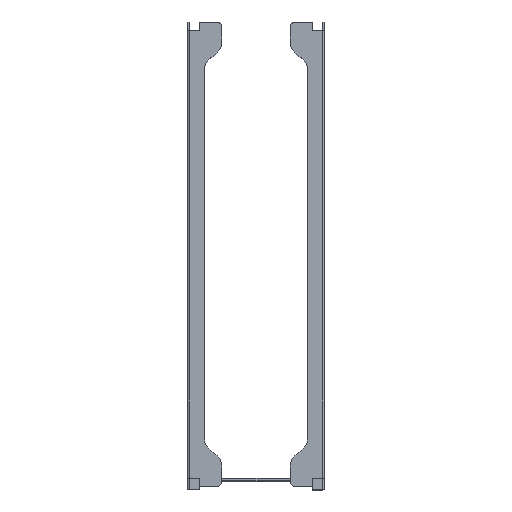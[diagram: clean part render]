
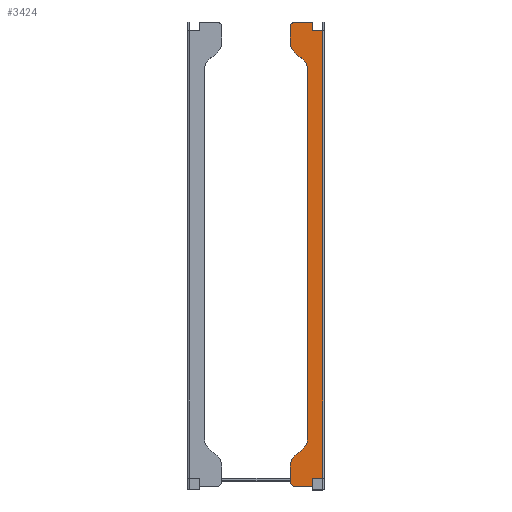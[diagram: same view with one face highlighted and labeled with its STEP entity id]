
A CAD part, top view. The second image highlights one B-rep face of the part: STEP entity #3424.
In plain terms, the highlighted planar face has unit normal (0, 0, 1).
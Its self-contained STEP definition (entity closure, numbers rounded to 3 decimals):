
#122=FACE_OUTER_BOUND('',#310,.T.);
#310=EDGE_LOOP('',(#2307,#2308,#2309,#2310,#2311,#2312,#2313,#2314,#2315,
#2316,#2317,#2318,#2319,#2320,#2321,#2322,#2323,#2324));
#523=CIRCLE('',#3688,4.);
#524=CIRCLE('',#3689,12.);
#525=CIRCLE('',#3690,12.);
#526=CIRCLE('',#3691,12.);
#527=CIRCLE('',#3692,12.);
#528=CIRCLE('',#3693,4.);
#677=LINE('',#5132,#1057);
#678=LINE('',#5134,#1058);
#679=LINE('',#5136,#1059);
#680=LINE('',#5138,#1060);
#681=LINE('',#5140,#1061);
#682=LINE('',#5144,#1062);
#683=LINE('',#5148,#1063);
#684=LINE('',#5152,#1064);
#685=LINE('',#5156,#1065);
#686=LINE('',#5160,#1066);
#687=LINE('',#5164,#1067);
#688=LINE('',#5165,#1068);
#1057=VECTOR('',#4070,1000.);
#1058=VECTOR('',#4071,1000.);
#1059=VECTOR('',#4072,1000.);
#1060=VECTOR('',#4073,1000.);
#1061=VECTOR('',#4074,1000.);
#1062=VECTOR('',#4077,1000.);
#1063=VECTOR('',#4080,1000.);
#1064=VECTOR('',#4083,1000.);
#1065=VECTOR('',#4086,1000.);
#1066=VECTOR('',#4089,1000.);
#1067=VECTOR('',#4092,1000.);
#1068=VECTOR('',#4093,1000.);
#1443=VERTEX_POINT('',#5130);
#1444=VERTEX_POINT('',#5131);
#1445=VERTEX_POINT('',#5133);
#1446=VERTEX_POINT('',#5135);
#1447=VERTEX_POINT('',#5137);
#1448=VERTEX_POINT('',#5139);
#1449=VERTEX_POINT('',#5141);
#1450=VERTEX_POINT('',#5143);
#1451=VERTEX_POINT('',#5145);
#1452=VERTEX_POINT('',#5147);
#1453=VERTEX_POINT('',#5149);
#1454=VERTEX_POINT('',#5151);
#1455=VERTEX_POINT('',#5153);
#1456=VERTEX_POINT('',#5155);
#1457=VERTEX_POINT('',#5157);
#1458=VERTEX_POINT('',#5159);
#1459=VERTEX_POINT('',#5161);
#1460=VERTEX_POINT('',#5163);
#1785=EDGE_CURVE('',#1443,#1444,#677,.T.);
#1786=EDGE_CURVE('',#1443,#1445,#678,.T.);
#1787=EDGE_CURVE('',#1445,#1446,#679,.T.);
#1788=EDGE_CURVE('',#1447,#1446,#680,.T.);
#1789=EDGE_CURVE('',#1447,#1448,#681,.T.);
#1790=EDGE_CURVE('',#1448,#1449,#523,.T.);
#1791=EDGE_CURVE('',#1450,#1449,#682,.T.);
#1792=EDGE_CURVE('',#1451,#1450,#524,.T.);
#1793=EDGE_CURVE('',#1451,#1452,#683,.T.);
#1794=EDGE_CURVE('',#1452,#1453,#525,.T.);
#1795=EDGE_CURVE('',#1454,#1453,#684,.T.);
#1796=EDGE_CURVE('',#1454,#1455,#526,.T.);
#1797=EDGE_CURVE('',#1456,#1455,#685,.T.);
#1798=EDGE_CURVE('',#1457,#1456,#527,.T.);
#1799=EDGE_CURVE('',#1458,#1457,#686,.T.);
#1800=EDGE_CURVE('',#1458,#1459,#528,.T.);
#1801=EDGE_CURVE('',#1460,#1459,#687,.T.);
#1802=EDGE_CURVE('',#1460,#1444,#688,.T.);
#2307=ORIENTED_EDGE('',*,*,#1785,.F.);
#2308=ORIENTED_EDGE('',*,*,#1786,.T.);
#2309=ORIENTED_EDGE('',*,*,#1787,.T.);
#2310=ORIENTED_EDGE('',*,*,#1788,.F.);
#2311=ORIENTED_EDGE('',*,*,#1789,.T.);
#2312=ORIENTED_EDGE('',*,*,#1790,.T.);
#2313=ORIENTED_EDGE('',*,*,#1791,.F.);
#2314=ORIENTED_EDGE('',*,*,#1792,.F.);
#2315=ORIENTED_EDGE('',*,*,#1793,.T.);
#2316=ORIENTED_EDGE('',*,*,#1794,.T.);
#2317=ORIENTED_EDGE('',*,*,#1795,.F.);
#2318=ORIENTED_EDGE('',*,*,#1796,.T.);
#2319=ORIENTED_EDGE('',*,*,#1797,.F.);
#2320=ORIENTED_EDGE('',*,*,#1798,.F.);
#2321=ORIENTED_EDGE('',*,*,#1799,.F.);
#2322=ORIENTED_EDGE('',*,*,#1800,.T.);
#2323=ORIENTED_EDGE('',*,*,#1801,.F.);
#2324=ORIENTED_EDGE('',*,*,#1802,.T.);
#3296=PLANE('',#3687);
#3424=ADVANCED_FACE('',(#122),#3296,.F.);
#3687=AXIS2_PLACEMENT_3D('',#5129,#4068,#4069);
#3688=AXIS2_PLACEMENT_3D('',#5142,#4075,#4076);
#3689=AXIS2_PLACEMENT_3D('',#5146,#4078,#4079);
#3690=AXIS2_PLACEMENT_3D('',#5150,#4081,#4082);
#3691=AXIS2_PLACEMENT_3D('',#5154,#4084,#4085);
#3692=AXIS2_PLACEMENT_3D('',#5158,#4087,#4088);
#3693=AXIS2_PLACEMENT_3D('',#5162,#4090,#4091);
#4068=DIRECTION('center_axis',(0.,0.,-1.));
#4069=DIRECTION('ref_axis',(-1.,0.,0.));
#4070=DIRECTION('',(1.,0.,0.));
#4071=DIRECTION('',(0.,-1.,0.));
#4072=DIRECTION('',(1.,0.,0.));
#4073=DIRECTION('',(0.,1.,0.));
#4074=DIRECTION('',(1.,0.,0.));
#4075=DIRECTION('center_axis',(0.,0.,1.));
#4076=DIRECTION('ref_axis',(1.,0.,0.));
#4077=DIRECTION('',(0.,-1.,0.));
#4078=DIRECTION('center_axis',(0.,0.,-1.));
#4079=DIRECTION('ref_axis',(1.,0.,0.));
#4080=DIRECTION('',(-0.793,0.61,0.));
#4081=DIRECTION('center_axis',(0.,0.,-1.));
#4082=DIRECTION('ref_axis',(1.,0.,0.));
#4083=DIRECTION('',(0.,-1.,0.));
#4084=DIRECTION('center_axis',(0.,0.,-1.));
#4085=DIRECTION('ref_axis',(1.,0.,0.));
#4086=DIRECTION('',(-0.793,-0.61,0.));
#4087=DIRECTION('center_axis',(0.,0.,-1.));
#4088=DIRECTION('ref_axis',(1.,0.,0.));
#4089=DIRECTION('',(0.,-1.,0.));
#4090=DIRECTION('center_axis',(0.,0.,1.));
#4091=DIRECTION('ref_axis',(1.,0.,0.));
#4092=DIRECTION('',(1.,0.,0.));
#4093=DIRECTION('',(0.,-1.,0.));
#5129=CARTESIAN_POINT('Origin',(0.,340.5,0.));
#5130=CARTESIAN_POINT('',(1.,334.5,0.));
#5131=CARTESIAN_POINT('',(8.5,334.5,0.));
#5132=CARTESIAN_POINT('',(0.,334.5,0.));
#5133=CARTESIAN_POINT('',(1.,6.,0.));
#5134=CARTESIAN_POINT('',(1.,340.5,0.));
#5135=CARTESIAN_POINT('',(8.5,6.,0.));
#5136=CARTESIAN_POINT('',(0.,6.,0.));
#5137=CARTESIAN_POINT('',(8.5,0.,0.));
#5138=CARTESIAN_POINT('',(8.5,0.,0.));
#5139=CARTESIAN_POINT('',(21.,0.,0.));
#5140=CARTESIAN_POINT('',(0.,0.,0.));
#5141=CARTESIAN_POINT('',(25.,4.,0.));
#5142=CARTESIAN_POINT('Origin',(21.,4.,0.));
#5143=CARTESIAN_POINT('',(25.,14.091,0.));
#5144=CARTESIAN_POINT('',(25.,340.5,0.));
#5145=CARTESIAN_POINT('',(20.317,23.603,0.));
#5146=CARTESIAN_POINT('Origin',(13.,14.091,0.));
#5147=CARTESIAN_POINT('',(16.683,26.397,0.));
#5148=CARTESIAN_POINT('',(18.959,24.647,0.));
#5149=CARTESIAN_POINT('',(12.,35.909,0.));
#5150=CARTESIAN_POINT('Origin',(24.,35.909,0.));
#5151=CARTESIAN_POINT('',(12.,304.591,0.));
#5152=CARTESIAN_POINT('',(12.,0.,0.));
#5153=CARTESIAN_POINT('',(16.683,314.103,0.));
#5154=CARTESIAN_POINT('Origin',(24.,304.591,0.));
#5155=CARTESIAN_POINT('',(20.317,316.897,0.));
#5156=CARTESIAN_POINT('',(-145.595,189.273,0.));
#5157=CARTESIAN_POINT('',(25.,326.409,0.));
#5158=CARTESIAN_POINT('Origin',(13.,326.409,0.));
#5159=CARTESIAN_POINT('',(25.,336.5,0.));
#5160=CARTESIAN_POINT('',(25.,340.5,0.));
#5161=CARTESIAN_POINT('',(21.,340.5,0.));
#5162=CARTESIAN_POINT('Origin',(21.,336.5,0.));
#5163=CARTESIAN_POINT('',(8.5,340.5,0.));
#5164=CARTESIAN_POINT('',(0.,340.5,0.));
#5165=CARTESIAN_POINT('',(8.5,0.,0.));
